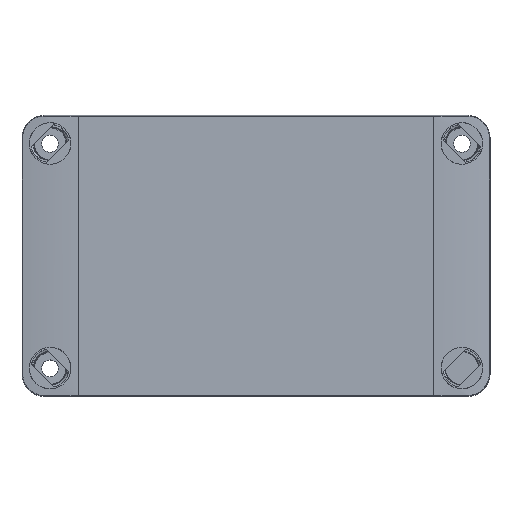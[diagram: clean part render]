
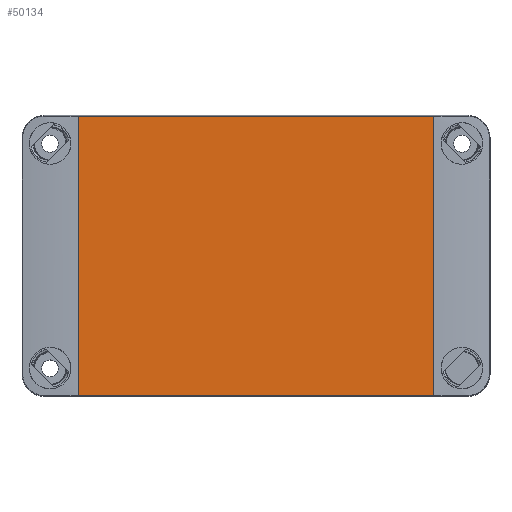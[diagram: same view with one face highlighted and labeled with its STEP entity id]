
A CAD part, top view. The second image highlights one B-rep face of the part: STEP entity #50134.
In plain terms, the highlighted face is planar.
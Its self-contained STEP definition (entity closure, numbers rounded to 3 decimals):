
#44785=DIRECTION('',(0.,0.,1.));
#44786=VECTOR('',#44785,74.651);
#44787=CARTESIAN_POINT('',(47.5,10.,-37.325));
#44788=LINE('',#44787,#44786);
#44792=DIRECTION('',(-1.,0.,0.));
#44793=VECTOR('',#44792,95.);
#44794=CARTESIAN_POINT('',(47.5,10.,37.325));
#44795=LINE('',#44794,#44793);
#44799=DIRECTION('',(-1.,0.,0.));
#44800=VECTOR('',#44799,95.);
#44801=CARTESIAN_POINT('',(47.5,10.,-37.325));
#44802=LINE('',#44801,#44800);
#48255=DIRECTION('',(0.,0.,1.));
#48256=VECTOR('',#48255,74.651);
#48257=CARTESIAN_POINT('',(-47.5,10.,-37.325));
#48258=LINE('',#48257,#48256);
#49770=CARTESIAN_POINT('',(47.5,10.,-37.325));
#49771=CARTESIAN_POINT('',(47.5,10.,37.325));
#49772=VERTEX_POINT('',#49770);
#49773=VERTEX_POINT('',#49771);
#49774=CARTESIAN_POINT('',(-47.5,10.,-37.325));
#49775=CARTESIAN_POINT('',(-47.5,10.,37.325));
#49776=VERTEX_POINT('',#49774);
#49777=VERTEX_POINT('',#49775);
#50119=CARTESIAN_POINT('',(47.5,10.,-37.5));
#50120=DIRECTION('',(0.,1.,0.));
#50121=DIRECTION('',(-1.,0.,0.));
#50122=AXIS2_PLACEMENT_3D('',#50119,#50120,#50121);
#50123=PLANE('',#50122);
#50125=ORIENTED_EDGE('',*,*,#50124,.T.);
#50127=ORIENTED_EDGE('',*,*,#50126,.T.);
#50129=ORIENTED_EDGE('',*,*,#50128,.F.);
#50131=ORIENTED_EDGE('',*,*,#50130,.F.);
#50132=EDGE_LOOP('',(#50125,#50127,#50129,#50131));
#50133=FACE_OUTER_BOUND('',#50132,.F.);
#50134=ADVANCED_FACE('',(#50133),#50123,.T.);
#50124=EDGE_CURVE('',#49772,#49773,#44788,.T.);
#50126=EDGE_CURVE('',#49773,#49777,#44795,.T.);
#50128=EDGE_CURVE('',#49776,#49777,#48258,.T.);
#50130=EDGE_CURVE('',#49772,#49776,#44802,.T.);
